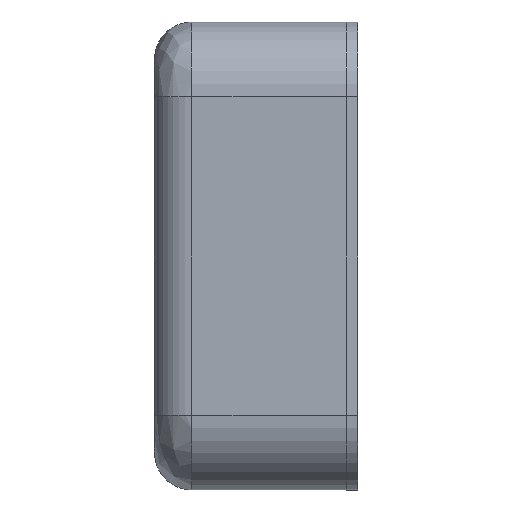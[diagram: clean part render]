
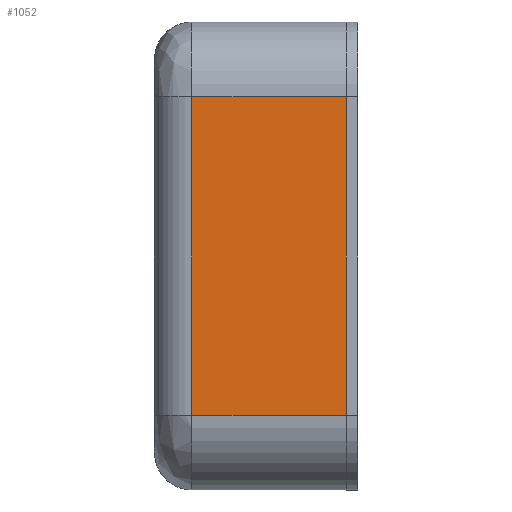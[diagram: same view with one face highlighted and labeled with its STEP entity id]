
A CAD part, left-side view. The second image highlights one B-rep face of the part: STEP entity #1052.
In plain terms, the highlighted planar face has unit normal (-1, 0, 0).
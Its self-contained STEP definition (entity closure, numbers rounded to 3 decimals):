
#1052 = ADVANCED_FACE ( 'NONE', ( #1283 ), #23220, .F. ) ;
#1283 = FACE_OUTER_BOUND ( 'NONE', #16758, .T. ) ;
#1959 = LINE ( 'NONE', #29675, #43721 ) ;
#2977 = CARTESIAN_POINT ( 'NONE',  ( 0., 20.5, 0. ) ) ;
#3849 = DIRECTION ( 'NONE',  ( 0., -1., 0. ) ) ;
#6558 = LINE ( 'NONE', #40865, #36617 ) ;
#6625 = CARTESIAN_POINT ( 'NONE',  ( 0., 20.5, 42. ) ) ;
#8665 = CARTESIAN_POINT ( 'NONE',  ( 0., 16.5, 42. ) ) ;
#9467 = VERTEX_POINT ( 'NONE', #19228 ) ;
#10501 = DIRECTION ( 'NONE',  ( 0., 0., -1. ) ) ;
#11800 = VERTEX_POINT ( 'NONE', #17396 ) ;
#12957 = DIRECTION ( 'NONE',  ( 0., 1., 0. ) ) ;
#13845 = DIRECTION ( 'NONE',  ( 0., 0., 1. ) ) ;
#15444 = ORIENTED_EDGE ( 'NONE', *, *, #35753, .F. ) ;
#16758 = EDGE_LOOP ( 'NONE', ( #15444, #41795, #41494, #27513 ) ) ;
#17354 = VECTOR ( 'NONE', #3849, 1000. ) ;
#17396 = CARTESIAN_POINT ( 'NONE',  ( 0., 16.5, 8. ) ) ;
#17566 = CARTESIAN_POINT ( 'NONE',  ( 0., 0., 0. ) ) ;
#17917 = EDGE_CURVE ( 'NONE', #36305, #9467, #39019, .T. ) ;
#19228 = CARTESIAN_POINT ( 'NONE',  ( 0., 0., 8. ) ) ;
#19759 = EDGE_CURVE ( 'NONE', #27065, #36305, #33684, .T. ) ;
#21964 = EDGE_CURVE ( 'NONE', #9467, #11800, #1959, .T. ) ;
#22338 = AXIS2_PLACEMENT_3D ( 'NONE', #2977, #40254, #10501 ) ;
#23220 = PLANE ( 'NONE',  #22338 ) ;
#24554 = DIRECTION ( 'NONE',  ( 0., 0., -1. ) ) ;
#27065 = VERTEX_POINT ( 'NONE', #8665 ) ;
#27513 = ORIENTED_EDGE ( 'NONE', *, *, #19759, .F. ) ;
#28419 = CARTESIAN_POINT ( 'NONE',  ( 0., 0., 42. ) ) ;
#29675 = CARTESIAN_POINT ( 'NONE',  ( 0., 20.5, 8. ) ) ;
#31652 = VECTOR ( 'NONE', #24554, 1000. ) ;
#33684 = LINE ( 'NONE', #6625, #17354 ) ;
#35753 = EDGE_CURVE ( 'NONE', #11800, #27065, #6558, .T. ) ;
#36305 = VERTEX_POINT ( 'NONE', #28419 ) ;
#36617 = VECTOR ( 'NONE', #13845, 1000. ) ;
#39019 = LINE ( 'NONE', #17566, #31652 ) ;
#40254 = DIRECTION ( 'NONE',  ( 1., 0., 0. ) ) ;
#40865 = CARTESIAN_POINT ( 'NONE',  ( 0., 16.5, 50. ) ) ;
#41494 = ORIENTED_EDGE ( 'NONE', *, *, #17917, .F. ) ;
#41795 = ORIENTED_EDGE ( 'NONE', *, *, #21964, .F. ) ;
#43721 = VECTOR ( 'NONE', #12957, 1000. ) ;
